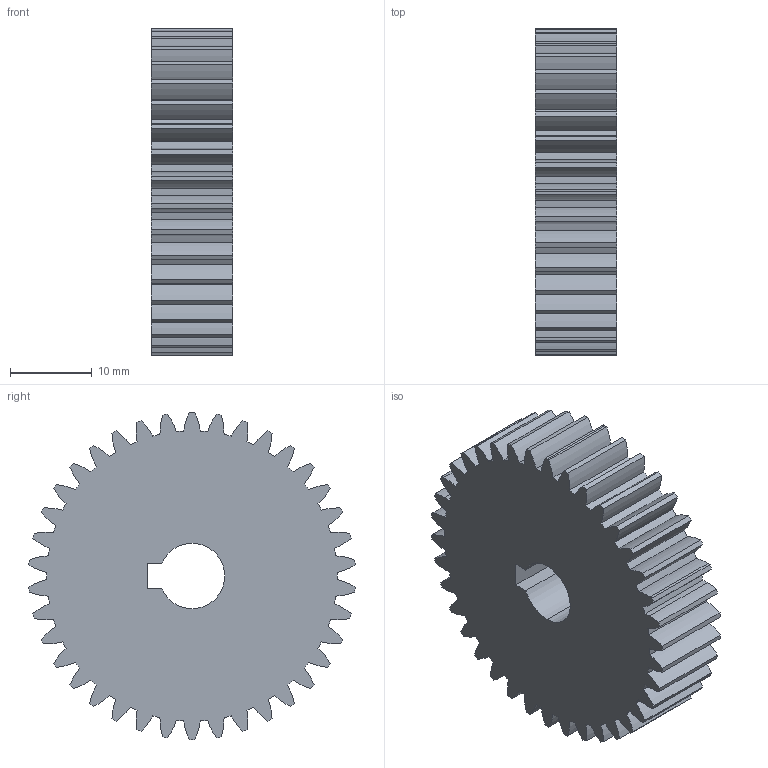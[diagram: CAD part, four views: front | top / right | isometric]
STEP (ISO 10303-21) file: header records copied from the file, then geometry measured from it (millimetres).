
FILE_DESCRIPTION (( 'STEP AP203' ), '1' );
FILE_NAME ('Oberarm_gear_unten.STEP', '2025-11-05T11:33:12', ( '' ), ( '' ), 'SwSTEP 2.0', 'SolidWorks 2024', '' );
FILE_SCHEMA (( 'CONFIG_CONTROL_DESIGN' ));
Length unit declared in the file: millimetre
Products named in the file (1): Oberarm_gear_unten
Bounding box: 10 x 39.91 x 40 mm (x, y, z)
Volume: 10590.4 mm3; surface area: 4799.1 mm2
Topology: 1 solids, 1 shells, 165 faces, 489 edges, 326 vertices
Faces by surface type: cylinder 160, plane 5
Entity records: 5804 total; most frequent: DIRECTION 1141, CARTESIAN_POINT 981, ORIENTED_EDGE 978, EDGE_CURVE 489, AXIS2_PLACEMENT_3D 486, VERTEX_POINT 326, CIRCLE 320, LINE 169
